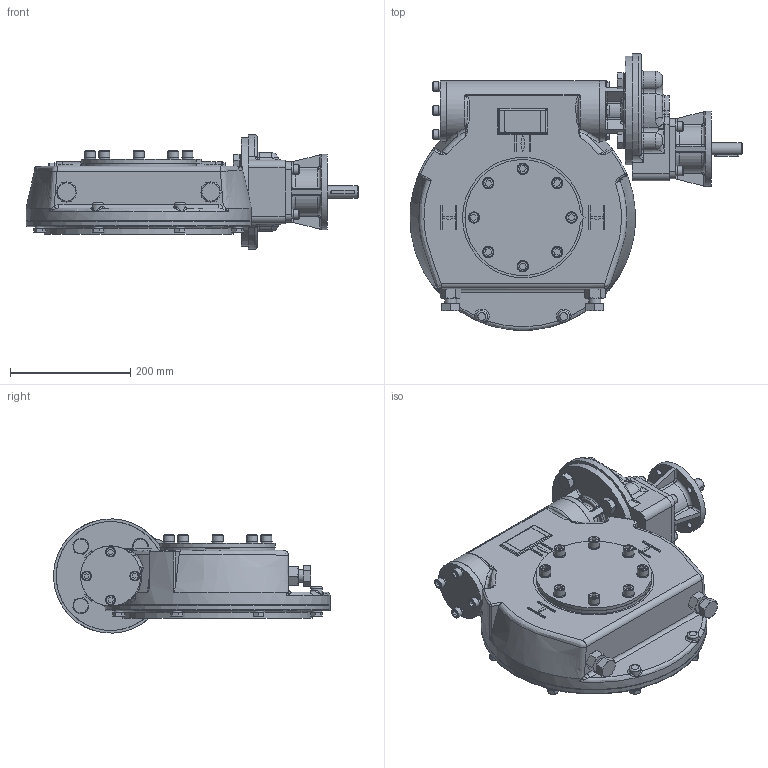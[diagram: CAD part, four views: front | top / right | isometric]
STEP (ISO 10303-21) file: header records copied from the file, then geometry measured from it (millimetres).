
FILE_DESCRIPTION(/* description */ ('Unknown'),/* implementation_level */ '2;1');
FILE_NAME(/* name */ 'PUB-IW63FBIRS-F10-F25',/* time_stamp */ '2016-07-08T13:17:26+01:00',/* author */ ('Unknown'),/* organization */ ('Unknown'),/* preprocessor_version */ 'ST-DEVELOPER v16',/* originating_system */ 'DEX',/* authorisation */ $);
FILE_SCHEMA (('AUTOMOTIVE_DESIGN {1 0 10303 214 3 1 1}'));
Products named in the file (1): PUB-IW63FBIRS-F10-F25
Bounding box: 551.83 x 459.76 x 189.82 mm (x, y, z)
Surface area: 727288.4 mm2 (no closed solid volume)
Topology: 0 solids, 87 shells, 1228 faces, 3664 edges, 2515 vertices
Faces by surface type: plane 584, cylinder 251, cone 163, bspline 130, torus 65, sphere 35
Full cylindrical faces by diameter (mm): 10.5 x4, 11 x8, 13.835 x16, 16 x8, 16.6 x16, 18 x8, 19 x10, 20 x3, 21 x4, 30 x1, 70.05 x1, 100 x2, 125 x1, 130 x1, 180.9 x1, 190 x1, 200.25 x1
Entity records: 62086 total; most frequent: CARTESIAN_POINT 28938, ORIENTED_EDGE 5783, DIRECTION 5526, EDGE_CURVE 3435, VERTEX_POINT 2470, AXIS2_PLACEMENT_3D 2012, FACE_BOUND 1583, EDGE_LOOP 1575
